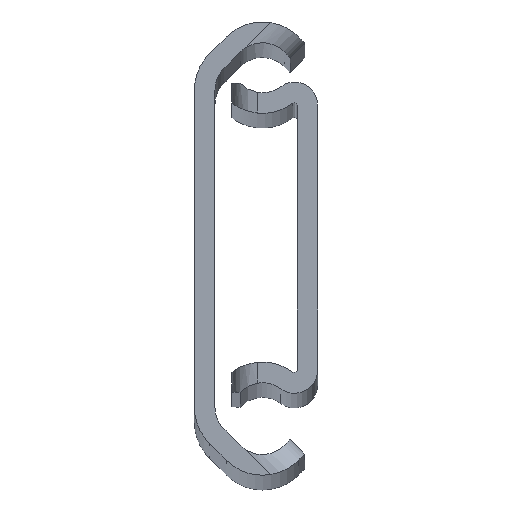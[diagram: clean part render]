
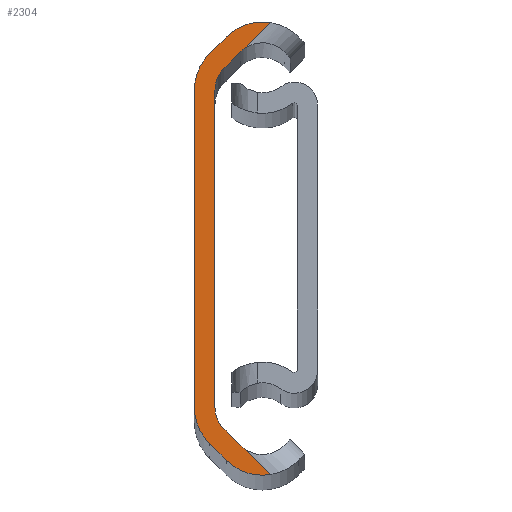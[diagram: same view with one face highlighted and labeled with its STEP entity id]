
A CAD part, top view. The second image highlights one B-rep face of the part: STEP entity #2304.
In plain terms, the highlighted planar face has unit normal (0, 0, 1).
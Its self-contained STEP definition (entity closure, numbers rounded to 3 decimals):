
#18 = CARTESIAN_POINT ( 'NONE',  ( 4., -12.342, 0. ) ) ;
#54 = ORIENTED_EDGE ( 'NONE', *, *, #3856, .T. ) ;
#66 = DIRECTION ( 'NONE',  ( -0.707, -0.707, 0. ) ) ;
#76 = ORIENTED_EDGE ( 'NONE', *, *, #3363, .T. ) ;
#77 = AXIS2_PLACEMENT_3D ( 'NONE', #2760, #2432, #2828 ) ;
#227 = CARTESIAN_POINT ( 'NONE',  ( 1.6, 12.342, 0. ) ) ;
#274 = DIRECTION ( 'NONE',  ( 1., 0., 0. ) ) ;
#295 = DIRECTION ( 'NONE',  ( 0., 0., 1. ) ) ;
#309 = VERTEX_POINT ( 'NONE', #599 ) ;
#331 = DIRECTION ( 'NONE',  ( 1., 0., 0. ) ) ;
#345 = LINE ( 'NONE', #1352, #2989 ) ;
#347 = CARTESIAN_POINT ( 'NONE',  ( 4., 12.342, 0. ) ) ;
#364 = VERTEX_POINT ( 'NONE', #4347 ) ;
#405 = VECTOR ( 'NONE', #1620, 1000. ) ;
#480 = CIRCLE ( 'NONE', #2087, 3.98 ) ;
#499 = CARTESIAN_POINT ( 'NONE',  ( 0., 12.342, 0. ) ) ;
#504 = CARTESIAN_POINT ( 'NONE',  ( 1.172, -15.17, 0. ) ) ;
#509 = DIRECTION ( 'NONE',  ( 0., 0., -1. ) ) ;
#523 = LINE ( 'NONE', #504, #2249 ) ;
#548 = EDGE_CURVE ( 'NONE', #3658, #583, #523, .T. ) ;
#583 = VERTEX_POINT ( 'NONE', #1189 ) ;
#594 = DIRECTION ( 'NONE',  ( 1., 0., 0. ) ) ;
#599 = CARTESIAN_POINT ( 'NONE',  ( 4.061, 15.702, 0. ) ) ;
#636 = AXIS2_PLACEMENT_3D ( 'NONE', #347, #295, #274 ) ;
#645 = DIRECTION ( 'NONE',  ( 1., 0., 0. ) ) ;
#677 = ORIENTED_EDGE ( 'NONE', *, *, #1560, .T. ) ;
#745 = DIRECTION ( 'NONE',  ( 1., 0., 0. ) ) ;
#756 = DIRECTION ( 'NONE',  ( 0.707, 0.707, 0. ) ) ;
#816 = EDGE_LOOP ( 'NONE', ( #2866, #4479, #2451, #1363, #76, #2650, #3909, #3008, #2100, #1981, #677, #3883, #3880, #54, #2158, #1423 ) ) ;
#818 = DIRECTION ( 'NONE',  ( 1., 0., 0. ) ) ;
#930 = DIRECTION ( 'NONE',  ( 0., 0., -1. ) ) ;
#947 = DIRECTION ( 'NONE',  ( 0., 0., 1. ) ) ;
#1100 = DIRECTION ( 'NONE',  ( 0.707, 0.707, 0. ) ) ;
#1158 = CIRCLE ( 'NONE', #1698, 2.4 ) ;
#1177 = VERTEX_POINT ( 'NONE', #499 ) ;
#1189 = CARTESIAN_POINT ( 'NONE',  ( 2.486, -16.484, 0. ) ) ;
#1225 = VERTEX_POINT ( 'NONE', #3370 ) ;
#1231 = LINE ( 'NONE', #3746, #3817 ) ;
#1272 = EDGE_CURVE ( 'NONE', #1514, #4642, #1231, .T. ) ;
#1337 = LINE ( 'NONE', #4577, #405 ) ;
#1352 = CARTESIAN_POINT ( 'NONE',  ( 1.6, 0., 0. ) ) ;
#1363 = ORIENTED_EDGE ( 'NONE', *, *, #1524, .T. ) ;
#1423 = ORIENTED_EDGE ( 'NONE', *, *, #548, .T. ) ;
#1434 = CARTESIAN_POINT ( 'NONE',  ( 2.303, -14.039, 0. ) ) ;
#1477 = CARTESIAN_POINT ( 'NONE',  ( 3.617, 15.353, 0. ) ) ;
#1478 = CIRCLE ( 'NONE', #636, 4. ) ;
#1514 = VERTEX_POINT ( 'NONE', #2184 ) ;
#1524 = EDGE_CURVE ( 'NONE', #1225, #3100, #4336, .T. ) ;
#1527 = LINE ( 'NONE', #3378, #2015 ) ;
#1560 = EDGE_CURVE ( 'NONE', #3048, #2992, #2075, .T. ) ;
#1620 = DIRECTION ( 'NONE',  ( 0., -1., 0. ) ) ;
#1698 = AXIS2_PLACEMENT_3D ( 'NONE', #2732, #930, #645 ) ;
#1738 = EDGE_CURVE ( 'NONE', #2106, #1886, #4384, .T. ) ;
#1772 = CARTESIAN_POINT ( 'NONE',  ( 1.6, -12.342, 0. ) ) ;
#1778 = CARTESIAN_POINT ( 'NONE',  ( 5.955, 17.596, 0. ) ) ;
#1813 = DIRECTION ( 'NONE',  ( -0.707, 0.707, 0. ) ) ;
#1847 = CIRCLE ( 'NONE', #2839, 4. ) ;
#1854 = VECTOR ( 'NONE', #756, 1000. ) ;
#1886 = VERTEX_POINT ( 'NONE', #3634 ) ;
#1981 = ORIENTED_EDGE ( 'NONE', *, *, #3081, .T. ) ;
#2000 = AXIS2_PLACEMENT_3D ( 'NONE', #4714, #2868, #745 ) ;
#2015 = VECTOR ( 'NONE', #66, 1000. ) ;
#2061 = CARTESIAN_POINT ( 'NONE',  ( 4.061, -15.702, 0. ) ) ;
#2075 = CIRCLE ( 'NONE', #2000, 3.98 ) ;
#2087 = AXIS2_PLACEMENT_3D ( 'NONE', #2781, #3108, #594 ) ;
#2100 = ORIENTED_EDGE ( 'NONE', *, *, #2831, .T. ) ;
#2106 = VERTEX_POINT ( 'NONE', #227 ) ;
#2158 = ORIENTED_EDGE ( 'NONE', *, *, #2505, .T. ) ;
#2184 = CARTESIAN_POINT ( 'NONE',  ( 5.955, -17.596, 0. ) ) ;
#2236 = AXIS2_PLACEMENT_3D ( 'NONE', #18, #3966, #331 ) ;
#2249 = VECTOR ( 'NONE', #3710, 1000. ) ;
#2301 = CARTESIAN_POINT ( 'NONE',  ( 0., -12.342, 0. ) ) ;
#2304 = ADVANCED_FACE ( 'NONE', ( #3296 ), #2514, .T. ) ;
#2333 = DIRECTION ( 'NONE',  ( -0.707, 0.707, 0. ) ) ;
#2432 = DIRECTION ( 'NONE',  ( 0., 0., -1. ) ) ;
#2451 = ORIENTED_EDGE ( 'NONE', *, *, #4215, .T. ) ;
#2458 = VERTEX_POINT ( 'NONE', #2301 ) ;
#2505 = EDGE_CURVE ( 'NONE', #2458, #3658, #1847, .T. ) ;
#2514 = PLANE ( 'NONE',  #2236 ) ;
#2541 = AXIS2_PLACEMENT_3D ( 'NONE', #2693, #509, #818 ) ;
#2626 = EDGE_CURVE ( 'NONE', #3554, #2106, #345, .T. ) ;
#2650 = ORIENTED_EDGE ( 'NONE', *, *, #2626, .T. ) ;
#2656 = CARTESIAN_POINT ( 'NONE',  ( 1.172, -15.17, 0. ) ) ;
#2693 = CARTESIAN_POINT ( 'NONE',  ( 5.3, 13.67, 0. ) ) ;
#2732 = CARTESIAN_POINT ( 'NONE',  ( 4., -12.342, 0. ) ) ;
#2760 = CARTESIAN_POINT ( 'NONE',  ( 5.3, -13.67, 0. ) ) ;
#2781 = CARTESIAN_POINT ( 'NONE',  ( 5.3, -13.67, 0. ) ) ;
#2828 = DIRECTION ( 'NONE',  ( 1., 0., 0. ) ) ;
#2831 = EDGE_CURVE ( 'NONE', #4009, #309, #3147, .T. ) ;
#2839 = AXIS2_PLACEMENT_3D ( 'NONE', #4575, #947, #3102 ) ;
#2857 = LINE ( 'NONE', #4346, #1854 ) ;
#2866 = ORIENTED_EDGE ( 'NONE', *, *, #3319, .T. ) ;
#2868 = DIRECTION ( 'NONE',  ( 0., 0., 1. ) ) ;
#2901 = VECTOR ( 'NONE', #1813, 1000. ) ;
#2907 = CARTESIAN_POINT ( 'NONE',  ( 2.303, -14.039, 0. ) ) ;
#2925 = LINE ( 'NONE', #4377, #3368 ) ;
#2989 = VECTOR ( 'NONE', #3576, 1000. ) ;
#2992 = VERTEX_POINT ( 'NONE', #4185 ) ;
#3008 = ORIENTED_EDGE ( 'NONE', *, *, #4410, .T. ) ;
#3048 = VERTEX_POINT ( 'NONE', #1778 ) ;
#3081 = EDGE_CURVE ( 'NONE', #309, #3048, #2857, .T. ) ;
#3093 = AXIS2_PLACEMENT_3D ( 'NONE', #4278, #4066, #3957 ) ;
#3100 = VERTEX_POINT ( 'NONE', #1434 ) ;
#3102 = DIRECTION ( 'NONE',  ( 1., 0., 0. ) ) ;
#3108 = DIRECTION ( 'NONE',  ( 0., 0., 1. ) ) ;
#3147 = CIRCLE ( 'NONE', #2541, 2.38 ) ;
#3173 = EDGE_CURVE ( 'NONE', #2992, #364, #1527, .T. ) ;
#3296 = FACE_OUTER_BOUND ( 'NONE', #816, .T. ) ;
#3301 = CIRCLE ( 'NONE', #77, 2.38 ) ;
#3319 = EDGE_CURVE ( 'NONE', #583, #1514, #480, .T. ) ;
#3363 = EDGE_CURVE ( 'NONE', #3100, #3554, #1158, .T. ) ;
#3368 = VECTOR ( 'NONE', #1100, 1000. ) ;
#3370 = CARTESIAN_POINT ( 'NONE',  ( 3.617, -15.353, 0. ) ) ;
#3378 = CARTESIAN_POINT ( 'NONE',  ( 1.172, 15.17, 0. ) ) ;
#3554 = VERTEX_POINT ( 'NONE', #1772 ) ;
#3576 = DIRECTION ( 'NONE',  ( 0., 1., 0. ) ) ;
#3634 = CARTESIAN_POINT ( 'NONE',  ( 2.303, 14.039, 0. ) ) ;
#3658 = VERTEX_POINT ( 'NONE', #2656 ) ;
#3710 = DIRECTION ( 'NONE',  ( 0.707, -0.707, 0. ) ) ;
#3746 = CARTESIAN_POINT ( 'NONE',  ( 2.35, -13.991, 0. ) ) ;
#3817 = VECTOR ( 'NONE', #2333, 1000. ) ;
#3856 = EDGE_CURVE ( 'NONE', #1177, #2458, #1337, .T. ) ;
#3880 = ORIENTED_EDGE ( 'NONE', *, *, #3987, .T. ) ;
#3883 = ORIENTED_EDGE ( 'NONE', *, *, #3173, .T. ) ;
#3909 = ORIENTED_EDGE ( 'NONE', *, *, #1738, .T. ) ;
#3957 = DIRECTION ( 'NONE',  ( 1., 0., 0. ) ) ;
#3966 = DIRECTION ( 'NONE',  ( 0., 0., 1. ) ) ;
#3987 = EDGE_CURVE ( 'NONE', #364, #1177, #1478, .T. ) ;
#4009 = VERTEX_POINT ( 'NONE', #1477 ) ;
#4066 = DIRECTION ( 'NONE',  ( 0., 0., -1. ) ) ;
#4185 = CARTESIAN_POINT ( 'NONE',  ( 2.486, 16.484, 0. ) ) ;
#4215 = EDGE_CURVE ( 'NONE', #4642, #1225, #3301, .T. ) ;
#4278 = CARTESIAN_POINT ( 'NONE',  ( 4., 12.342, 0. ) ) ;
#4336 = LINE ( 'NONE', #2907, #2901 ) ;
#4346 = CARTESIAN_POINT ( 'NONE',  ( -9.991, 1.65, 0. ) ) ;
#4347 = CARTESIAN_POINT ( 'NONE',  ( 1.172, 15.17, 0. ) ) ;
#4377 = CARTESIAN_POINT ( 'NONE',  ( 2.303, 14.039, 0. ) ) ;
#4384 = CIRCLE ( 'NONE', #3093, 2.4 ) ;
#4410 = EDGE_CURVE ( 'NONE', #1886, #4009, #2925, .T. ) ;
#4479 = ORIENTED_EDGE ( 'NONE', *, *, #1272, .T. ) ;
#4575 = CARTESIAN_POINT ( 'NONE',  ( 4., -12.342, 0. ) ) ;
#4577 = CARTESIAN_POINT ( 'NONE',  ( 0., 0., 0. ) ) ;
#4642 = VERTEX_POINT ( 'NONE', #2061 ) ;
#4714 = CARTESIAN_POINT ( 'NONE',  ( 5.3, 13.67, 0. ) ) ;
